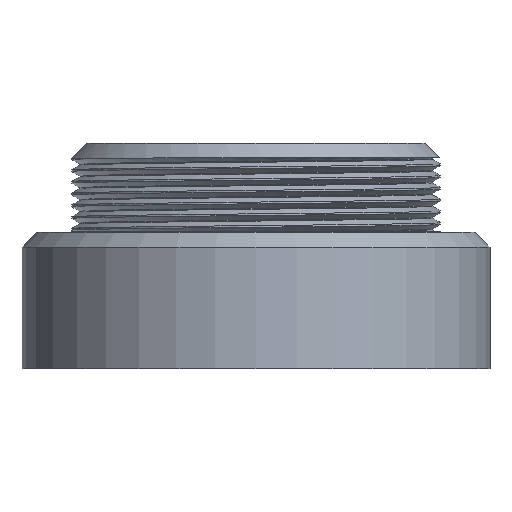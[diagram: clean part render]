
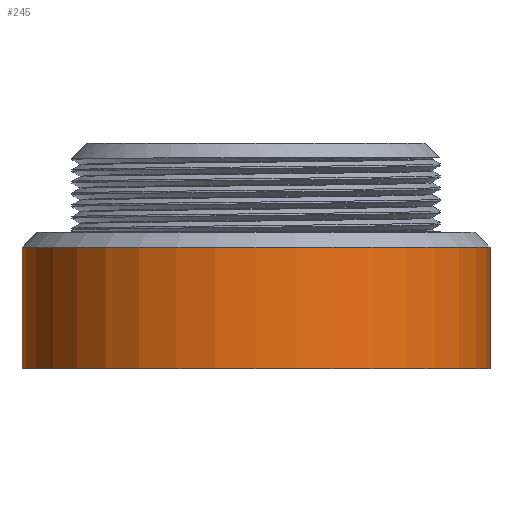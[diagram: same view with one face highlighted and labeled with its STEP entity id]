
A CAD part, front view. The second image highlights one B-rep face of the part: STEP entity #245.
In plain terms, the highlighted cylindrical face has radius 15.8 mm (diameter 31.6 mm), a full revolution.
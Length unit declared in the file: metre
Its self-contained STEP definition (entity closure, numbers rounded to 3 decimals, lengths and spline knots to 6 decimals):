
#33=CYLINDRICAL_SURFACE('',#288,0.0158);
#83=ORIENTED_EDGE('',*,*,#103,.F.);
#84=ORIENTED_EDGE('',*,*,#119,.T.);
#103=EDGE_CURVE('',#132,#132,#154,.F.);
#119=EDGE_CURVE('',#143,#143,#160,.F.);
#132=VERTEX_POINT('',#694);
#143=VERTEX_POINT('',#3724);
#154=CIRCLE('',#276,0.0158);
#160=CIRCLE('',#289,0.0158);
#184=EDGE_LOOP('',(#83));
#185=EDGE_LOOP('',(#84));
#215=FACE_BOUND('',#184,.T.);
#216=FACE_BOUND('',#185,.T.);
#245=ADVANCED_FACE('',(#215,#216),#33,.T.);
#276=AXIS2_PLACEMENT_3D('',#693,#324,#325);
#288=AXIS2_PLACEMENT_3D('',#3722,#348,#349);
#289=AXIS2_PLACEMENT_3D('',#3723,#350,#351);
#324=DIRECTION('',(0.,0.,-1.));
#325=DIRECTION('',(-1.,0.,0.));
#348=DIRECTION('',(0.,0.,1.));
#349=DIRECTION('',(1.,0.,0.));
#350=DIRECTION('',(0.,0.,-1.));
#351=DIRECTION('',(-1.,0.,0.));
#693=CARTESIAN_POINT('',(0.,0.,-0.001));
#694=CARTESIAN_POINT('',(-0.0158,0.,-0.001));
#3722=CARTESIAN_POINT('',(0.,0.,-0.009));
#3723=CARTESIAN_POINT('',(0.,0.,-0.0092));
#3724=CARTESIAN_POINT('',(-0.0158,0.,-0.0092));
